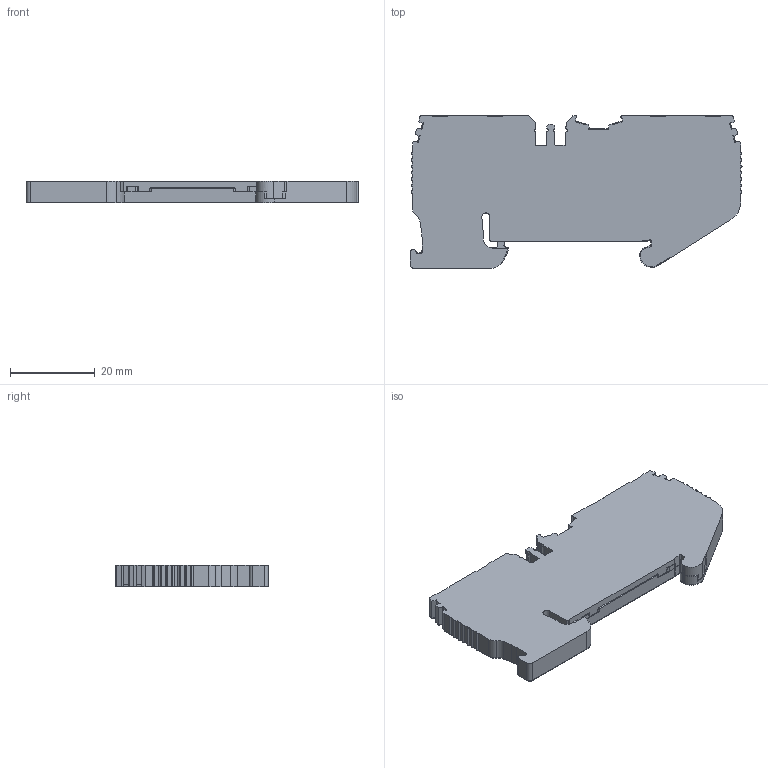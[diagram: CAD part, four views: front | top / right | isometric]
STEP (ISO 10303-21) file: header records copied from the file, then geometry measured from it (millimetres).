
FILE_DESCRIPTION (( 'STEP AP203' ), '1' );
FILE_NAME ('KN-PG25-2-2-25.step', '2025-04-29T14:30:25', ( '' ), ( '' ), 'SwSTEP 2.0', 'SolidWorks 2024', '' );
FILE_SCHEMA (( 'CONFIG_CONTROL_DESIGN' ));
Length unit declared in the file: millimetre
Products named in the file (1): KN-PG25-2-2-25
Bounding box: 78.36 x 36.07 x 5.15 mm (x, y, z)
Volume: 11929.1 mm3; surface area: 6263.4 mm2
Topology: 1 solids, 1 shells, 791 faces, 2269 edges, 1480 vertices
Faces by surface type: plane 409, cylinder 313, bspline 51, cone 10, torus 8
Entity records: 26676 total; most frequent: CARTESIAN_POINT 5952, ORIENTED_EDGE 4506, DIRECTION 4214, EDGE_CURVE 2253, VERTEX_POINT 1480, VECTOR 1444, LINE 1444, AXIS2_PLACEMENT_3D 1385
